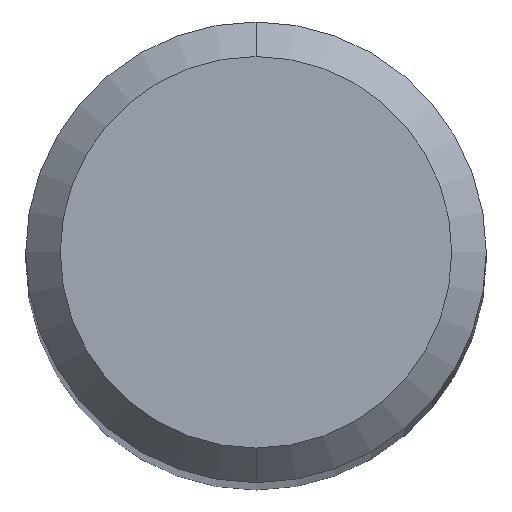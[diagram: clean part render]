
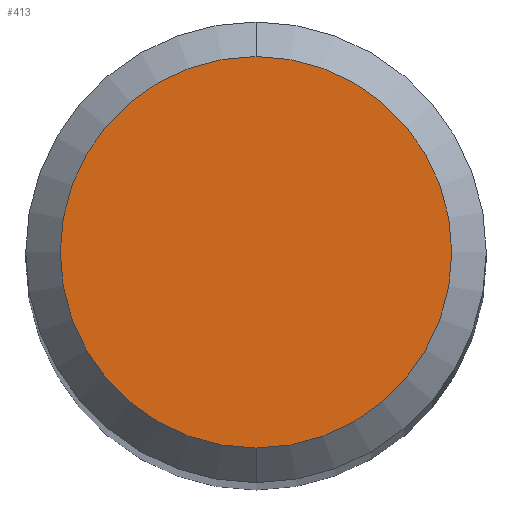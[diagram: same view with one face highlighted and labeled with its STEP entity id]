
A CAD part, top view. The second image highlights one B-rep face of the part: STEP entity #413.
In plain terms, the highlighted planar face has unit normal (0, 0, 1).
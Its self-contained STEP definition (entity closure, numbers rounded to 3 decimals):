
#181=VERTEX_POINT('',#480);
#225=VERTEX_POINT('',#532);
#375=EDGE_CURVE('',#181,#225,#695,.T.);
#413=ADVANCED_FACE('',(#736),#737,.T.);
#443=EDGE_CURVE('',#225,#181,#770,.T.);
#480=CARTESIAN_POINT('',(0.0,1.7,0.0));
#532=CARTESIAN_POINT('',(0.,-1.7,0.0));
#695=CIRCLE('',#1214,1.7);
#736=FACE_OUTER_BOUND('',#1321,.T.);
#737=PLANE('',#1322);
#770=CIRCLE('',#1369,1.7);
#1214=AXIS2_PLACEMENT_3D('',#1672,#1673,#1674);
#1321=EDGE_LOOP('',(#1711,#1712));
#1322=AXIS2_PLACEMENT_3D('',#1713,#1714,#1715);
#1369=AXIS2_PLACEMENT_3D('',#1748,#1749,#1750);
#1672=CARTESIAN_POINT('',(0.0,0.0,0.0));
#1673=DIRECTION('',(0.0,0.0,-1.0));
#1674=DIRECTION('',(0.0,1.0,0.0));
#1711=ORIENTED_EDGE('',*,*,#375,.F.);
#1712=ORIENTED_EDGE('',*,*,#443,.F.);
#1713=CARTESIAN_POINT('',(0.0,0.85,0.0));
#1714=DIRECTION('',(-0.0,0.0,1.0));
#1715=DIRECTION('',(0.0,-1.0,0.0));
#1748=CARTESIAN_POINT('',(0.0,0.0,0.0));
#1749=DIRECTION('',(0.0,0.0,-1.0));
#1750=DIRECTION('',(0.0,1.0,0.0));
